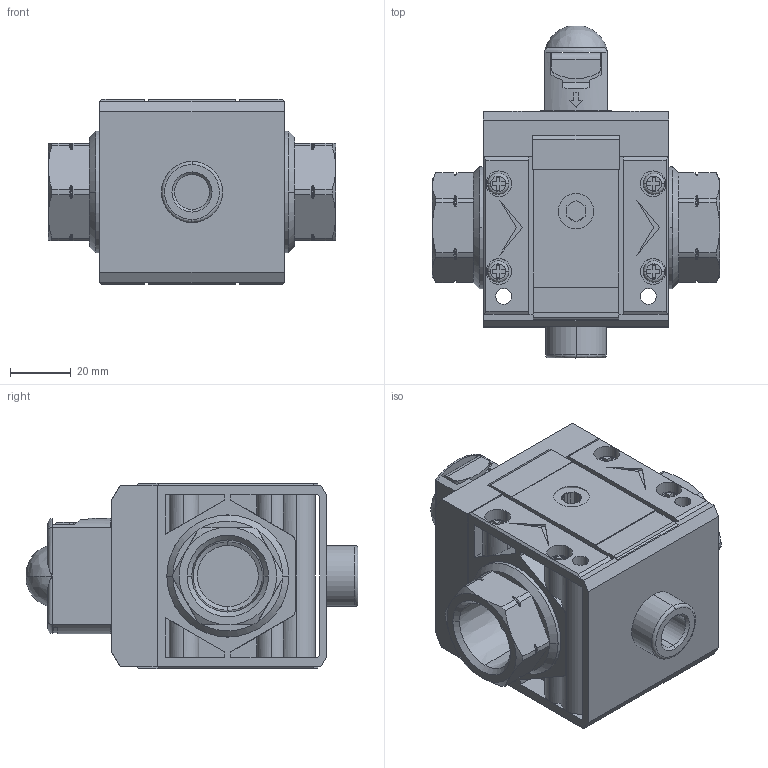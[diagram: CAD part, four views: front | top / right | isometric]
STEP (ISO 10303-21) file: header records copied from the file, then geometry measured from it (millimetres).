
FILE_DESCRIPTION (( 'STEP AP203' ), '1' );
FILE_NAME ('5U25V705.step', '2023-06-22T16:03:51', ( '' ), ( '' ), 'SwSTEP 2.0', 'SolidWorks 2021', '' );
FILE_SCHEMA (( 'CONFIG_CONTROL_DESIGN' ));
Length unit declared in the file: inch
Products named in the file (1): 5U25V705
Bounding box: 94.3 x 108.91 x 61 mm (x, y, z)
Volume: 243931.7 mm3; surface area: 78804.8 mm2
Topology: 13 solids, 13 shells, 954 faces, 2458 edges, 1581 vertices
Faces by surface type: plane 460, cylinder 280, cone 111, bspline 103
Entity records: 34412 total; most frequent: CARTESIAN_POINT 11981, ORIENTED_EDGE 4916, DIRECTION 4288, EDGE_CURVE 2458, VERTEX_POINT 1581, AXIS2_PLACEMENT_3D 1492, LINE 1304, VECTOR 1304
